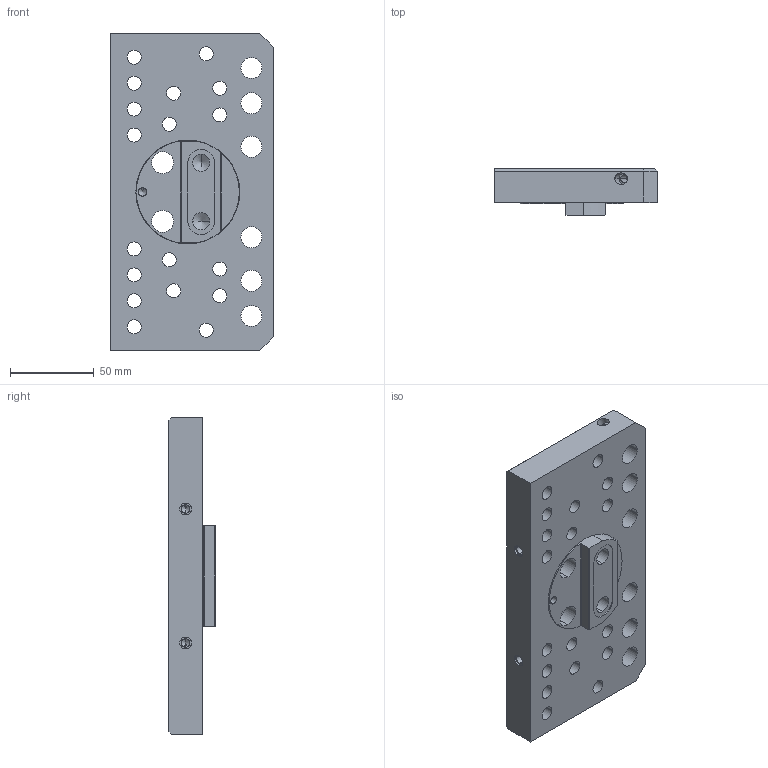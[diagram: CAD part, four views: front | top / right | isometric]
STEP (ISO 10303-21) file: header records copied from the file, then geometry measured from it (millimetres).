
FILE_DESCRIPTION (( 'STEP AP214' ), '1' );
FILE_NAME ('1702.200.stp', '2018-03-28T06:43:52', ( '' ), ( '' ), 'SwSTEP 2.0', 'SolidWorks 2016', '' );
FILE_SCHEMA (( 'AUTOMOTIVE_DESIGN' ));
Length unit declared in the file: millimetre
Products named in the file (3): Teil-2; Teil-1; 1702.200
Assembly tree (2 placements, depth 2):
  1702.200
    Teil-1
    Teil-2
Bounding box: 97 x 27.63 x 189 mm (x, y, z)
Volume: 302266.2 mm3; surface area: 75336.3 mm2
Topology: 2 solids, 2 shells, 457 faces, 1196 edges, 774 vertices
Faces by surface type: cylinder 221, plane 129, cone 59, bspline 44, torus 4
Entity records: 22704 total; most frequent: CARTESIAN_POINT 6266, ORIENTED_EDGE 2368, DIRECTION 2335, EDGE_CURVE 1184, AXIS2_PLACEMENT_3D 898, VERTEX_POINT 774, EDGE_LOOP 564, VECTOR 539
